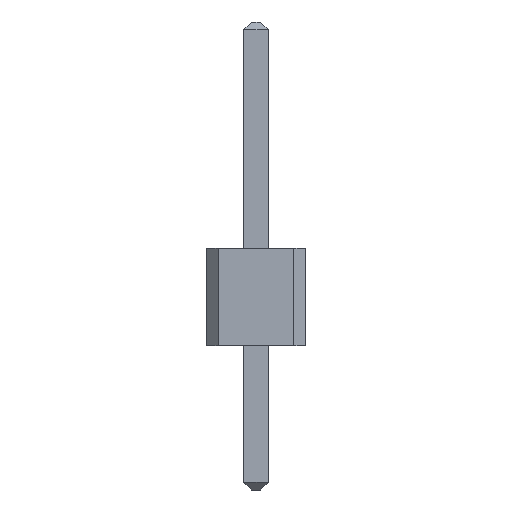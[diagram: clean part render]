
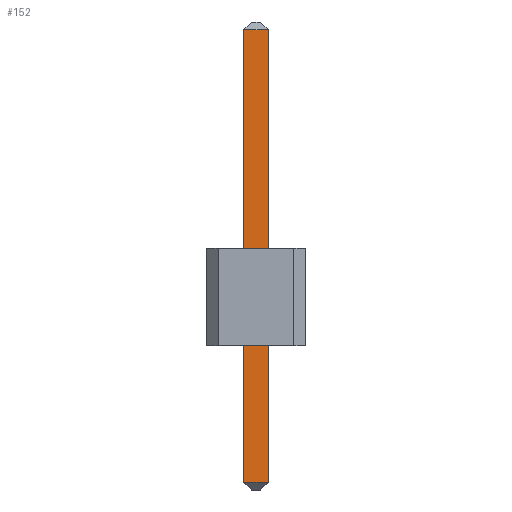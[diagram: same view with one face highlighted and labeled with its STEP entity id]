
A CAD part, left-side view. The second image highlights one B-rep face of the part: STEP entity #152.
In plain terms, the highlighted planar face has unit normal (-1, 0, 0).
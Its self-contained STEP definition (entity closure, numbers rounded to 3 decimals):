
#36 = EDGE_CURVE('',#37,#39,#41,.T.);
#37 = VERTEX_POINT('',#38);
#38 = CARTESIAN_POINT('',(-0.315,0.315,0.2));
#39 = VERTEX_POINT('',#40);
#40 = CARTESIAN_POINT('',(-0.315,0.315,11.8));
#41 = SURFACE_CURVE('',#42,(#46,#58),.PCURVE_S1.);
#42 = LINE('',#43,#44);
#43 = CARTESIAN_POINT('',(-0.315,0.315,0.));
#44 = VECTOR('',#45,1.);
#45 = DIRECTION('',(0.,0.,1.));
#46 = PCURVE('',#47,#52);
#47 = PLANE('',#48);
#48 = AXIS2_PLACEMENT_3D('',#49,#50,#51);
#49 = CARTESIAN_POINT('',(-0.315,0.315,0.));
#50 = DIRECTION('',(0.,1.,0.));
#51 = DIRECTION('',(1.,0.,0.));
#52 = DEFINITIONAL_REPRESENTATION('',(#53),#57);
#53 = LINE('',#54,#55);
#54 = CARTESIAN_POINT('',(0.,0.));
#55 = VECTOR('',#56,1.);
#56 = DIRECTION('',(0.,-1.));
#57 = ( GEOMETRIC_REPRESENTATION_CONTEXT(2) 
PARAMETRIC_REPRESENTATION_CONTEXT() REPRESENTATION_CONTEXT('2D SPACE',''
  ) );
#58 = PCURVE('',#59,#64);
#59 = PLANE('',#60);
#60 = AXIS2_PLACEMENT_3D('',#61,#62,#63);
#61 = CARTESIAN_POINT('',(-0.315,-0.315,0.));
#62 = DIRECTION('',(-1.,0.,0.));
#63 = DIRECTION('',(0.,1.,0.));
#64 = DEFINITIONAL_REPRESENTATION('',(#65),#69);
#65 = LINE('',#66,#67);
#66 = CARTESIAN_POINT('',(0.63,0.));
#67 = VECTOR('',#68,1.);
#68 = DIRECTION('',(0.,-1.));
#69 = ( GEOMETRIC_REPRESENTATION_CONTEXT(2) 
PARAMETRIC_REPRESENTATION_CONTEXT() REPRESENTATION_CONTEXT('2D SPACE',''
  ) );
#152 = ADVANCED_FACE('',(#153),#59,.T.);
#153 = FACE_BOUND('',#154,.T.);
#154 = EDGE_LOOP('',(#155,#185,#211,#212));
#155 = ORIENTED_EDGE('',*,*,#156,.T.);
#156 = EDGE_CURVE('',#157,#159,#161,.T.);
#157 = VERTEX_POINT('',#158);
#158 = CARTESIAN_POINT('',(-0.315,-0.315,0.2));
#159 = VERTEX_POINT('',#160);
#160 = CARTESIAN_POINT('',(-0.315,-0.315,11.8));
#161 = SURFACE_CURVE('',#162,(#166,#173),.PCURVE_S1.);
#162 = LINE('',#163,#164);
#163 = CARTESIAN_POINT('',(-0.315,-0.315,0.));
#164 = VECTOR('',#165,1.);
#165 = DIRECTION('',(0.,0.,1.));
#166 = PCURVE('',#59,#167);
#167 = DEFINITIONAL_REPRESENTATION('',(#168),#172);
#168 = LINE('',#169,#170);
#169 = CARTESIAN_POINT('',(0.,0.));
#170 = VECTOR('',#171,1.);
#171 = DIRECTION('',(0.,-1.));
#172 = ( GEOMETRIC_REPRESENTATION_CONTEXT(2) 
PARAMETRIC_REPRESENTATION_CONTEXT() REPRESENTATION_CONTEXT('2D SPACE',''
  ) );
#173 = PCURVE('',#174,#179);
#174 = PLANE('',#175);
#175 = AXIS2_PLACEMENT_3D('',#176,#177,#178);
#176 = CARTESIAN_POINT('',(0.315,-0.315,0.));
#177 = DIRECTION('',(0.,-1.,0.));
#178 = DIRECTION('',(-1.,0.,0.));
#179 = DEFINITIONAL_REPRESENTATION('',(#180),#184);
#180 = LINE('',#181,#182);
#181 = CARTESIAN_POINT('',(0.63,0.));
#182 = VECTOR('',#183,1.);
#183 = DIRECTION('',(0.,-1.));
#184 = ( GEOMETRIC_REPRESENTATION_CONTEXT(2) 
PARAMETRIC_REPRESENTATION_CONTEXT() REPRESENTATION_CONTEXT('2D SPACE',''
  ) );
#185 = ORIENTED_EDGE('',*,*,#186,.T.);
#186 = EDGE_CURVE('',#159,#39,#187,.T.);
#187 = SURFACE_CURVE('',#188,(#192,#199),.PCURVE_S1.);
#188 = LINE('',#189,#190);
#189 = CARTESIAN_POINT('',(-0.315,-0.315,11.8));
#190 = VECTOR('',#191,1.);
#191 = DIRECTION('',(0.,1.,0.));
#192 = PCURVE('',#59,#193);
#193 = DEFINITIONAL_REPRESENTATION('',(#194),#198);
#194 = LINE('',#195,#196);
#195 = CARTESIAN_POINT('',(0.,-11.8));
#196 = VECTOR('',#197,1.);
#197 = DIRECTION('',(1.,0.));
#198 = ( GEOMETRIC_REPRESENTATION_CONTEXT(2) 
PARAMETRIC_REPRESENTATION_CONTEXT() REPRESENTATION_CONTEXT('2D SPACE',''
  ) );
#199 = PCURVE('',#200,#205);
#200 = PLANE('',#201);
#201 = AXIS2_PLACEMENT_3D('',#202,#203,#204);
#202 = CARTESIAN_POINT('',(-0.215,-0.315,11.9));
#203 = DIRECTION('',(-0.707,0.,0.707)
  );
#204 = DIRECTION('',(0.,-1.,0.));
#205 = DEFINITIONAL_REPRESENTATION('',(#206),#210);
#206 = LINE('',#207,#208);
#207 = CARTESIAN_POINT('',(-0.,-0.141));
#208 = VECTOR('',#209,1.);
#209 = DIRECTION('',(-1.,0.));
#210 = ( GEOMETRIC_REPRESENTATION_CONTEXT(2) 
PARAMETRIC_REPRESENTATION_CONTEXT() REPRESENTATION_CONTEXT('2D SPACE',''
  ) );
#211 = ORIENTED_EDGE('',*,*,#36,.F.);
#212 = ORIENTED_EDGE('',*,*,#213,.F.);
#213 = EDGE_CURVE('',#157,#37,#214,.T.);
#214 = SURFACE_CURVE('',#215,(#219,#226),.PCURVE_S1.);
#215 = LINE('',#216,#217);
#216 = CARTESIAN_POINT('',(-0.315,-0.315,0.2));
#217 = VECTOR('',#218,1.);
#218 = DIRECTION('',(0.,1.,0.));
#219 = PCURVE('',#59,#220);
#220 = DEFINITIONAL_REPRESENTATION('',(#221),#225);
#221 = LINE('',#222,#223);
#222 = CARTESIAN_POINT('',(0.,-0.2));
#223 = VECTOR('',#224,1.);
#224 = DIRECTION('',(1.,0.));
#225 = ( GEOMETRIC_REPRESENTATION_CONTEXT(2) 
PARAMETRIC_REPRESENTATION_CONTEXT() REPRESENTATION_CONTEXT('2D SPACE',''
  ) );
#226 = PCURVE('',#227,#232);
#227 = PLANE('',#228);
#228 = AXIS2_PLACEMENT_3D('',#229,#230,#231);
#229 = CARTESIAN_POINT('',(-0.215,-0.315,0.1));
#230 = DIRECTION('',(0.707,0.,0.707));
#231 = DIRECTION('',(0.,-1.,0.));
#232 = DEFINITIONAL_REPRESENTATION('',(#233),#237);
#233 = LINE('',#234,#235);
#234 = CARTESIAN_POINT('',(-0.,-0.141));
#235 = VECTOR('',#236,1.);
#236 = DIRECTION('',(-1.,0.));
#237 = ( GEOMETRIC_REPRESENTATION_CONTEXT(2) 
PARAMETRIC_REPRESENTATION_CONTEXT() REPRESENTATION_CONTEXT('2D SPACE',''
  ) );
